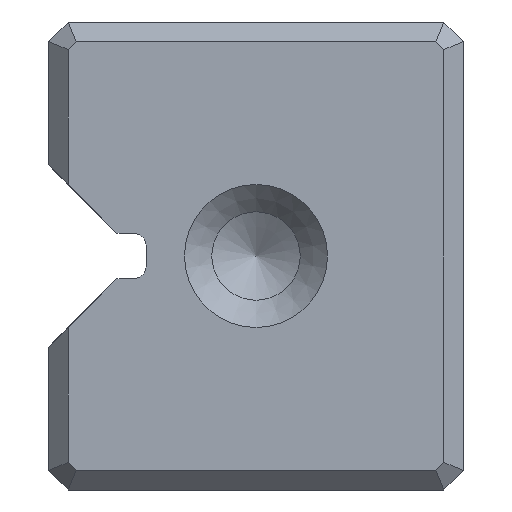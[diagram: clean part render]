
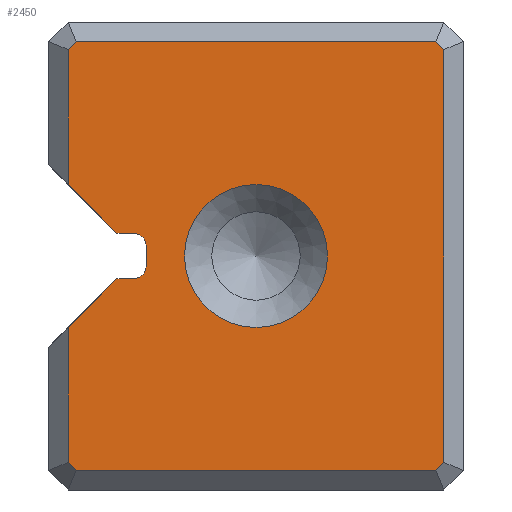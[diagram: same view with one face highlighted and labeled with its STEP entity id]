
A CAD part, left-side view. The second image highlights one B-rep face of the part: STEP entity #2450.
In plain terms, the highlighted planar face has unit normal (-1, 0, 0).
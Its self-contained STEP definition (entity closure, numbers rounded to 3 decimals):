
#2450=ADVANCED_FACE('',(#3262,#3263),#2796,.F.);
#2796=PLANE('',#8314);
#3027=CIRCLE('',#8311,5.5);
#3028=CIRCLE('',#8312,1.);
#3029=CIRCLE('',#8313,1.);
#3262=FACE_BOUND('',#3364,.T.);
#3263=FACE_BOUND('',#3365,.T.);
#3364=EDGE_LOOP('',(#4020));
#3365=EDGE_LOOP('',(#4021,#4022,#4023,#4024,#4025,#4026,#4027,#4028,#4029,
#4030,#4031,#4032,#4033,#4034,#4035,#4036));
#4020=ORIENTED_EDGE('',*,*,#6357,.T.);
#4021=ORIENTED_EDGE('',*,*,#6322,.F.);
#4022=ORIENTED_EDGE('',*,*,#6358,.T.);
#4023=ORIENTED_EDGE('',*,*,#6359,.T.);
#4024=ORIENTED_EDGE('',*,*,#6360,.T.);
#4025=ORIENTED_EDGE('',*,*,#6361,.T.);
#4026=ORIENTED_EDGE('',*,*,#6362,.T.);
#4027=ORIENTED_EDGE('',*,*,#6363,.T.);
#4028=ORIENTED_EDGE('',*,*,#6364,.T.);
#4029=ORIENTED_EDGE('',*,*,#6365,.T.);
#4030=ORIENTED_EDGE('',*,*,#6366,.T.);
#4031=ORIENTED_EDGE('',*,*,#6337,.F.);
#4032=ORIENTED_EDGE('',*,*,#6335,.F.);
#4033=ORIENTED_EDGE('',*,*,#6367,.T.);
#4034=ORIENTED_EDGE('',*,*,#6329,.F.);
#4035=ORIENTED_EDGE('',*,*,#6368,.T.);
#4036=ORIENTED_EDGE('',*,*,#6326,.F.);
#5731=VERTEX_POINT('',#10555);
#5732=VERTEX_POINT('',#10557);
#5735=VERTEX_POINT('',#10565);
#5737=VERTEX_POINT('',#10571);
#5738=VERTEX_POINT('',#10572);
#5743=VERTEX_POINT('',#10583);
#5744=VERTEX_POINT('',#10585);
#5745=VERTEX_POINT('',#10589);
#5760=VERTEX_POINT('',#10627);
#5761=VERTEX_POINT('',#10629);
#5762=VERTEX_POINT('',#10631);
#5763=VERTEX_POINT('',#10633);
#5764=VERTEX_POINT('',#10635);
#5765=VERTEX_POINT('',#10637);
#5766=VERTEX_POINT('',#10639);
#5767=VERTEX_POINT('',#10641);
#5768=VERTEX_POINT('',#10643);
#6322=EDGE_CURVE('',#5731,#5732,#7118,.T.);
#6326=EDGE_CURVE('',#5732,#5735,#7122,.T.);
#6329=EDGE_CURVE('',#5737,#5738,#7125,.T.);
#6335=EDGE_CURVE('',#5743,#5744,#7131,.T.);
#6337=EDGE_CURVE('',#5744,#5745,#7133,.T.);
#6357=EDGE_CURVE('',#5760,#5760,#3027,.T.);
#6358=EDGE_CURVE('',#5731,#5761,#7150,.T.);
#6359=EDGE_CURVE('',#5761,#5762,#7151,.T.);
#6360=EDGE_CURVE('',#5762,#5763,#7152,.T.);
#6361=EDGE_CURVE('',#5763,#5764,#7153,.T.);
#6362=EDGE_CURVE('',#5764,#5765,#7154,.T.);
#6363=EDGE_CURVE('',#5765,#5766,#7155,.T.);
#6364=EDGE_CURVE('',#5766,#5767,#7156,.T.);
#6365=EDGE_CURVE('',#5767,#5768,#7157,.T.);
#6366=EDGE_CURVE('',#5768,#5745,#7158,.T.);
#6367=EDGE_CURVE('',#5743,#5738,#3028,.T.);
#6368=EDGE_CURVE('',#5737,#5735,#3029,.T.);
#7118=LINE('',#10556,#7788);
#7122=LINE('',#10564,#7792);
#7125=LINE('',#10570,#7795);
#7131=LINE('',#10584,#7801);
#7133=LINE('',#10588,#7803);
#7150=LINE('',#10628,#7820);
#7151=LINE('',#10630,#7821);
#7152=LINE('',#10632,#7822);
#7153=LINE('',#10634,#7823);
#7154=LINE('',#10636,#7824);
#7155=LINE('',#10638,#7825);
#7156=LINE('',#10640,#7826);
#7157=LINE('',#10642,#7827);
#7158=LINE('',#10644,#7828);
#7788=VECTOR('',#8765,1.);
#7792=VECTOR('',#8771,1.);
#7795=VECTOR('',#8776,1.);
#7801=VECTOR('',#8784,1.);
#7803=VECTOR('',#8788,1.);
#7820=VECTOR('',#8819,1.);
#7821=VECTOR('',#8820,1.);
#7822=VECTOR('',#8821,1.);
#7823=VECTOR('',#8822,1.);
#7824=VECTOR('',#8823,1.);
#7825=VECTOR('',#8824,1.);
#7826=VECTOR('',#8825,1.);
#7827=VECTOR('',#8826,1.);
#7828=VECTOR('',#8827,1.);
#8311=AXIS2_PLACEMENT_3D('',#10626,#8817,#8818);
#8312=AXIS2_PLACEMENT_3D('',#10645,#8828,#8829);
#8313=AXIS2_PLACEMENT_3D('',#10646,#8830,#8831);
#8314=AXIS2_PLACEMENT_3D('',#10647,#8832,#8833);
#8765=DIRECTION('',(0.,-0.707,0.707));
#8771=DIRECTION('',(0.,-1.,0.));
#8776=DIRECTION('',(0.,0.,1.));
#8784=DIRECTION('',(0.,1.,0.));
#8788=DIRECTION('',(0.,0.707,0.707));
#8817=DIRECTION('',(1.,0.,0.));
#8818=DIRECTION('',(0.,0.,-1.));
#8819=DIRECTION('',(0.,0.,-1.));
#8820=DIRECTION('',(0.,-0.707,-0.707));
#8821=DIRECTION('',(0.,-1.,0.));
#8822=DIRECTION('',(0.,-0.707,0.707));
#8823=DIRECTION('',(0.,0.,1.));
#8824=DIRECTION('',(0.,0.707,0.707));
#8825=DIRECTION('',(0.,1.,0.));
#8826=DIRECTION('',(0.,0.707,-0.707));
#8827=DIRECTION('',(0.,0.,-1.));
#8828=DIRECTION('',(1.,0.,0.));
#8829=DIRECTION('',(0.,0.,-1.));
#8830=DIRECTION('',(1.,0.,0.));
#8831=DIRECTION('',(0.,0.,-1.));
#8832=DIRECTION('',(1.,0.,0.));
#8833=DIRECTION('',(0.,0.,1.));
#10555=CARTESIAN_POINT('',(-150.,14.45,12.493));
#10556=CARTESIAN_POINT('',(-150.,15.95,10.993));
#10557=CARTESIAN_POINT('',(-150.,10.693,16.25));
#10564=CARTESIAN_POINT('',(-150.,10.693,16.25));
#10565=CARTESIAN_POINT('',(-150.,9.45,16.25));
#10570=CARTESIAN_POINT('',(-150.,8.45,16.25));
#10571=CARTESIAN_POINT('',(-150.,8.45,17.25));
#10572=CARTESIAN_POINT('',(-150.,8.45,18.75));
#10583=CARTESIAN_POINT('',(-150.,9.45,19.75));
#10584=CARTESIAN_POINT('',(-150.,8.45,19.75));
#10585=CARTESIAN_POINT('',(-150.,10.693,19.75));
#10588=CARTESIAN_POINT('',(-150.,10.693,19.75));
#10589=CARTESIAN_POINT('',(-150.,14.45,23.507));
#10626=CARTESIAN_POINT('',(-150.,0.,18.));
#10627=CARTESIAN_POINT('',(-150.,0.,12.5));
#10628=CARTESIAN_POINT('',(-150.,14.45,0.));
#10629=CARTESIAN_POINT('',(-150.,14.45,2.121));
#10630=CARTESIAN_POINT('',(-150.,13.389,1.061));
#10631=CARTESIAN_POINT('',(-150.,13.829,1.5));
#10632=CARTESIAN_POINT('',(-150.,0.,1.5));
#10633=CARTESIAN_POINT('',(-150.,-13.829,1.5));
#10634=CARTESIAN_POINT('',(-150.,-14.889,2.561));
#10635=CARTESIAN_POINT('',(-150.,-14.45,2.121));
#10636=CARTESIAN_POINT('',(-150.,-14.45,0.));
#10637=CARTESIAN_POINT('',(-150.,-14.45,33.879));
#10638=CARTESIAN_POINT('',(-150.,-13.389,34.939));
#10639=CARTESIAN_POINT('',(-150.,-13.829,34.5));
#10640=CARTESIAN_POINT('',(-150.,0.,34.5));
#10641=CARTESIAN_POINT('',(-150.,13.829,34.5));
#10642=CARTESIAN_POINT('',(-150.,14.889,33.439));
#10643=CARTESIAN_POINT('',(-150.,14.45,33.879));
#10644=CARTESIAN_POINT('',(-150.,14.45,0.));
#10645=CARTESIAN_POINT('',(-150.,9.45,18.75));
#10646=CARTESIAN_POINT('',(-150.,9.45,17.25));
#10647=CARTESIAN_POINT('',(-150.,0.,0.));
